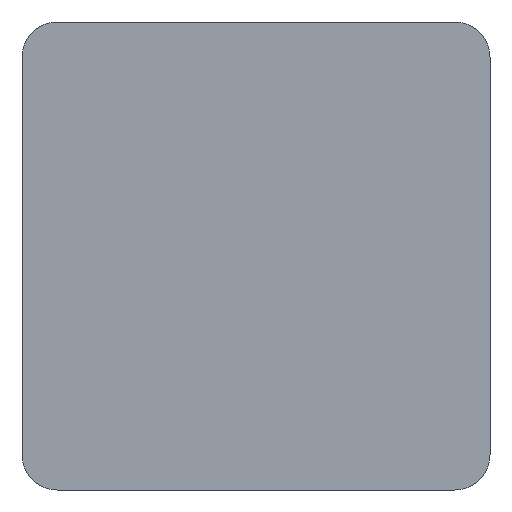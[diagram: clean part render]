
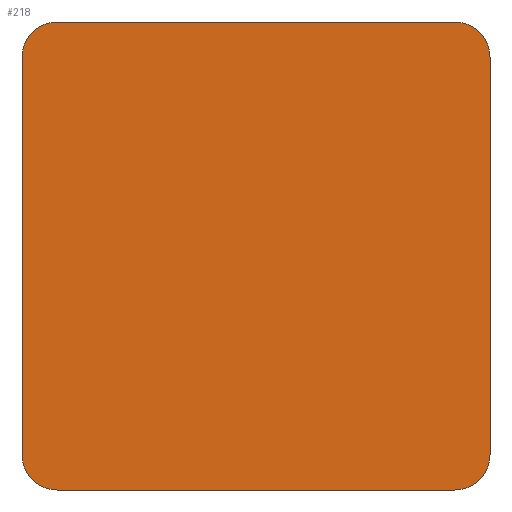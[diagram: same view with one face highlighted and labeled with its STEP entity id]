
A CAD part, left-side view. The second image highlights one B-rep face of the part: STEP entity #218.
In plain terms, the highlighted planar face has unit normal (-1, 0, 0).
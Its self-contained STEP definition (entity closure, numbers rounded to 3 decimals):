
#5 = AXIS2_PLACEMENT_3D ( 'NONE', #327, #167, #250 ) ;
#8 = CIRCLE ( 'NONE', #466, 3. ) ;
#19 = CARTESIAN_POINT ( 'NONE',  ( 0., -17., 20. ) ) ;
#22 = DIRECTION ( 'NONE',  ( -1., 0., 0. ) ) ;
#30 = VECTOR ( 'NONE', #441, 1000. ) ;
#33 = EDGE_CURVE ( 'NONE', #471, #403, #418, .T. ) ;
#42 = FACE_OUTER_BOUND ( 'NONE', #131, .T. ) ;
#53 = VECTOR ( 'NONE', #513, 1000. ) ;
#55 = CARTESIAN_POINT ( 'NONE',  ( 0., -20., 17. ) ) ;
#57 = DIRECTION ( 'NONE',  ( 0., -1., 0. ) ) ;
#59 = EDGE_CURVE ( 'NONE', #403, #426, #534, .T. ) ;
#61 = CARTESIAN_POINT ( 'NONE',  ( 0., 0., -20. ) ) ;
#68 = EDGE_CURVE ( 'NONE', #101, #225, #182, .T. ) ;
#69 = CIRCLE ( 'NONE', #231, 3. ) ;
#101 = VERTEX_POINT ( 'NONE', #352 ) ;
#102 = CARTESIAN_POINT ( 'NONE',  ( 0., 17., -17. ) ) ;
#106 = DIRECTION ( 'NONE',  ( 0., 0., 1. ) ) ;
#112 = ORIENTED_EDGE ( 'NONE', *, *, #494, .T. ) ;
#130 = DIRECTION ( 'NONE',  ( 0., 0., 1. ) ) ;
#131 = EDGE_LOOP ( 'NONE', ( #173, #146, #112, #214, #301, #549, #169, #311 ) ) ;
#145 = VERTEX_POINT ( 'NONE', #308 ) ;
#146 = ORIENTED_EDGE ( 'NONE', *, *, #325, .T. ) ;
#150 = CARTESIAN_POINT ( 'NONE',  ( 0., 0., 0. ) ) ;
#157 = CARTESIAN_POINT ( 'NONE',  ( 0., 20., -17. ) ) ;
#167 = DIRECTION ( 'NONE',  ( -1., 0., 0. ) ) ;
#169 = ORIENTED_EDGE ( 'NONE', *, *, #33, .T. ) ;
#173 = ORIENTED_EDGE ( 'NONE', *, *, #222, .T. ) ;
#182 = LINE ( 'NONE', #187, #53 ) ;
#183 = DIRECTION ( 'NONE',  ( -1., 0., 0. ) ) ;
#187 = CARTESIAN_POINT ( 'NONE',  ( 0., -20., 0. ) ) ;
#204 = CARTESIAN_POINT ( 'NONE',  ( 0., 17., -20. ) ) ;
#205 = DIRECTION ( 'NONE',  ( -1., 0., 0. ) ) ;
#206 = AXIS2_PLACEMENT_3D ( 'NONE', #304, #183, #130 ) ;
#211 = CARTESIAN_POINT ( 'NONE',  ( 0., 17., 20. ) ) ;
#214 = ORIENTED_EDGE ( 'NONE', *, *, #68, .T. ) ;
#218 = ADVANCED_FACE ( 'NONE', ( #42 ), #410, .T. ) ;
#222 = EDGE_CURVE ( 'NONE', #426, #377, #69, .T. ) ;
#225 = VERTEX_POINT ( 'NONE', #55 ) ;
#231 = AXIS2_PLACEMENT_3D ( 'NONE', #102, #205, #106 ) ;
#250 = DIRECTION ( 'NONE',  ( 0., 0., 1. ) ) ;
#262 = LINE ( 'NONE', #61, #265 ) ;
#265 = VECTOR ( 'NONE', #57, 1000. ) ;
#301 = ORIENTED_EDGE ( 'NONE', *, *, #395, .T. ) ;
#302 = CIRCLE ( 'NONE', #5, 3. ) ;
#304 = CARTESIAN_POINT ( 'NONE',  ( 0., 17., 17. ) ) ;
#307 = VERTEX_POINT ( 'NONE', #19 ) ;
#308 = CARTESIAN_POINT ( 'NONE',  ( 0., -17., -20. ) ) ;
#311 = ORIENTED_EDGE ( 'NONE', *, *, #59, .T. ) ;
#325 = EDGE_CURVE ( 'NONE', #377, #145, #262, .T. ) ;
#327 = CARTESIAN_POINT ( 'NONE',  ( 0., -17., 17. ) ) ;
#338 = DIRECTION ( 'NONE',  ( 0., 0., 1. ) ) ;
#352 = CARTESIAN_POINT ( 'NONE',  ( 0., -20., -17. ) ) ;
#377 = VERTEX_POINT ( 'NONE', #204 ) ;
#391 = LINE ( 'NONE', #468, #30 ) ;
#395 = EDGE_CURVE ( 'NONE', #225, #307, #302, .T. ) ;
#400 = DIRECTION ( 'NONE',  ( 0., 0., 1. ) ) ;
#403 = VERTEX_POINT ( 'NONE', #417 ) ;
#410 = PLANE ( 'NONE',  #454 ) ;
#415 = CARTESIAN_POINT ( 'NONE',  ( 0., -17., -17. ) ) ;
#417 = CARTESIAN_POINT ( 'NONE',  ( 0., 20., 17. ) ) ;
#418 = CIRCLE ( 'NONE', #206, 3. ) ;
#426 = VERTEX_POINT ( 'NONE', #157 ) ;
#430 = CARTESIAN_POINT ( 'NONE',  ( 0., 20., 0. ) ) ;
#441 = DIRECTION ( 'NONE',  ( 0., 1., 0. ) ) ;
#447 = DIRECTION ( 'NONE',  ( -1., 0., 0. ) ) ;
#454 = AXIS2_PLACEMENT_3D ( 'NONE', #150, #447, #400 ) ;
#464 = VECTOR ( 'NONE', #476, 1000. ) ;
#466 = AXIS2_PLACEMENT_3D ( 'NONE', #415, #22, #338 ) ;
#468 = CARTESIAN_POINT ( 'NONE',  ( 0., 0., 20. ) ) ;
#471 = VERTEX_POINT ( 'NONE', #211 ) ;
#476 = DIRECTION ( 'NONE',  ( 0., 0., -1. ) ) ;
#494 = EDGE_CURVE ( 'NONE', #145, #101, #8, .T. ) ;
#513 = DIRECTION ( 'NONE',  ( 0., 0., 1. ) ) ;
#519 = EDGE_CURVE ( 'NONE', #307, #471, #391, .T. ) ;
#534 = LINE ( 'NONE', #430, #464 ) ;
#549 = ORIENTED_EDGE ( 'NONE', *, *, #519, .T. ) ;
